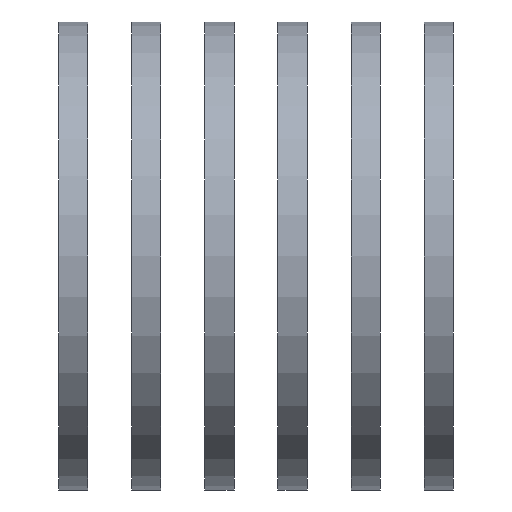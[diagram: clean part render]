
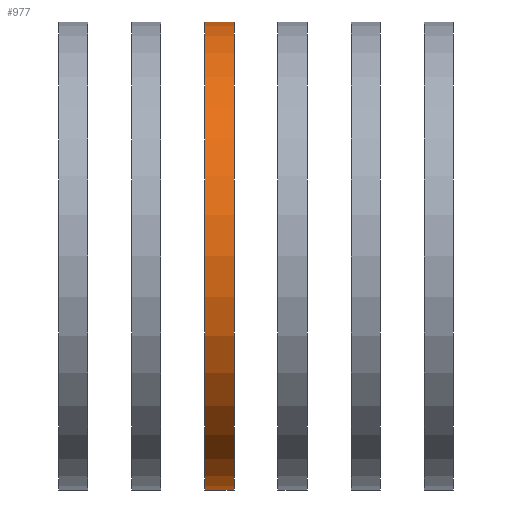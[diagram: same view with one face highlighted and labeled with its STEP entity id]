
A CAD part, left-side view. The second image highlights one B-rep face of the part: STEP entity #977.
In plain terms, the highlighted cylindrical face has radius 8 mm (diameter 16 mm), a partial arc.
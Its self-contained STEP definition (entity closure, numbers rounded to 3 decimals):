
#8 = LINE ( 'NONE', #995, #1061 ) ;
#60 = CYLINDRICAL_SURFACE ( 'NONE', #626, 8. ) ;
#81 = DIRECTION ( 'NONE',  ( 0., 1., 0. ) ) ;
#95 = CARTESIAN_POINT ( 'NONE',  ( 0., 13.25, 0. ) ) ;
#123 = VERTEX_POINT ( 'NONE', #1143 ) ;
#178 = EDGE_LOOP ( 'NONE', ( #512, #377, #814, #520, #1144, #708 ) ) ;
#199 = DIRECTION ( 'NONE',  ( 0., 0., 1. ) ) ;
#257 = CIRCLE ( 'NONE', #767, 8. ) ;
#314 = CARTESIAN_POINT ( 'NONE',  ( 0., -7., 0. ) ) ;
#326 = CARTESIAN_POINT ( 'NONE',  ( 0., -7., -8. ) ) ;
#335 = CIRCLE ( 'NONE', #556, 8. ) ;
#377 = ORIENTED_EDGE ( 'NONE', *, *, #714, .F. ) ;
#390 = VERTEX_POINT ( 'NONE', #1282 ) ;
#423 = DIRECTION ( 'NONE',  ( 0., -1., 0. ) ) ;
#444 = DIRECTION ( 'NONE',  ( 0., 1., 0. ) ) ;
#453 = CARTESIAN_POINT ( 'NONE',  ( 0., 12.25, 8. ) ) ;
#512 = ORIENTED_EDGE ( 'NONE', *, *, #591, .F. ) ;
#520 = ORIENTED_EDGE ( 'NONE', *, *, #1128, .T. ) ;
#556 = AXIS2_PLACEMENT_3D ( 'NONE', #1117, #423, #1018 ) ;
#591 = EDGE_CURVE ( 'NONE', #649, #123, #1098, .T. ) ;
#622 = VERTEX_POINT ( 'NONE', #453 ) ;
#626 = AXIS2_PLACEMENT_3D ( 'NONE', #314, #969, #199 ) ;
#637 = AXIS2_PLACEMENT_3D ( 'NONE', #972, #886, #1073 ) ;
#649 = VERTEX_POINT ( 'NONE', #1145 ) ;
#656 = DIRECTION ( 'NONE',  ( 0., 1., 0. ) ) ;
#708 = ORIENTED_EDGE ( 'NONE', *, *, #1045, .F. ) ;
#714 = EDGE_CURVE ( 'NONE', #390, #649, #1110, .T. ) ;
#715 = DIRECTION ( 'NONE',  ( 0., 1., 0. ) ) ;
#727 = EDGE_CURVE ( 'NONE', #908, #1257, #257, .T. ) ;
#767 = AXIS2_PLACEMENT_3D ( 'NONE', #1151, #656, #1240 ) ;
#814 = ORIENTED_EDGE ( 'NONE', *, *, #978, .F. ) ;
#816 = CIRCLE ( 'NONE', #1270, 8. ) ;
#886 = DIRECTION ( 'NONE',  ( 0., -1., 0. ) ) ;
#887 = FACE_OUTER_BOUND ( 'NONE', #178, .T. ) ;
#908 = VERTEX_POINT ( 'NONE', #1038 ) ;
#969 = DIRECTION ( 'NONE',  ( 0., 1., 0. ) ) ;
#972 = CARTESIAN_POINT ( 'NONE',  ( 0., 12.25, 0. ) ) ;
#973 = CARTESIAN_POINT ( 'NONE',  ( 0., 13.25, 8. ) ) ;
#977 = ADVANCED_FACE ( 'NONE', ( #887 ), #60, .T. ) ;
#978 = EDGE_CURVE ( 'NONE', #622, #390, #335, .T. ) ;
#995 = CARTESIAN_POINT ( 'NONE',  ( 0., -7., 8. ) ) ;
#1018 = DIRECTION ( 'NONE',  ( -1., 0., 0. ) ) ;
#1038 = CARTESIAN_POINT ( 'NONE',  ( -8., 13.25, 0. ) ) ;
#1045 = EDGE_CURVE ( 'NONE', #123, #908, #816, .T. ) ;
#1061 = VECTOR ( 'NONE', #81, 1000. ) ;
#1073 = DIRECTION ( 'NONE',  ( -1., 0., 0. ) ) ;
#1098 = LINE ( 'NONE', #326, #1221 ) ;
#1110 = CIRCLE ( 'NONE', #637, 8. ) ;
#1117 = CARTESIAN_POINT ( 'NONE',  ( 0., 12.25, 0. ) ) ;
#1128 = EDGE_CURVE ( 'NONE', #622, #1257, #8, .T. ) ;
#1143 = CARTESIAN_POINT ( 'NONE',  ( 0., 13.25, -8. ) ) ;
#1144 = ORIENTED_EDGE ( 'NONE', *, *, #727, .F. ) ;
#1145 = CARTESIAN_POINT ( 'NONE',  ( 0., 12.25, -8. ) ) ;
#1151 = CARTESIAN_POINT ( 'NONE',  ( 0., 13.25, 0. ) ) ;
#1221 = VECTOR ( 'NONE', #444, 1000. ) ;
#1240 = DIRECTION ( 'NONE',  ( 1., 0., 0. ) ) ;
#1257 = VERTEX_POINT ( 'NONE', #973 ) ;
#1270 = AXIS2_PLACEMENT_3D ( 'NONE', #95, #715, #1298 ) ;
#1282 = CARTESIAN_POINT ( 'NONE',  ( -8., 12.25, 0. ) ) ;
#1298 = DIRECTION ( 'NONE',  ( 1., 0., 0. ) ) ;
